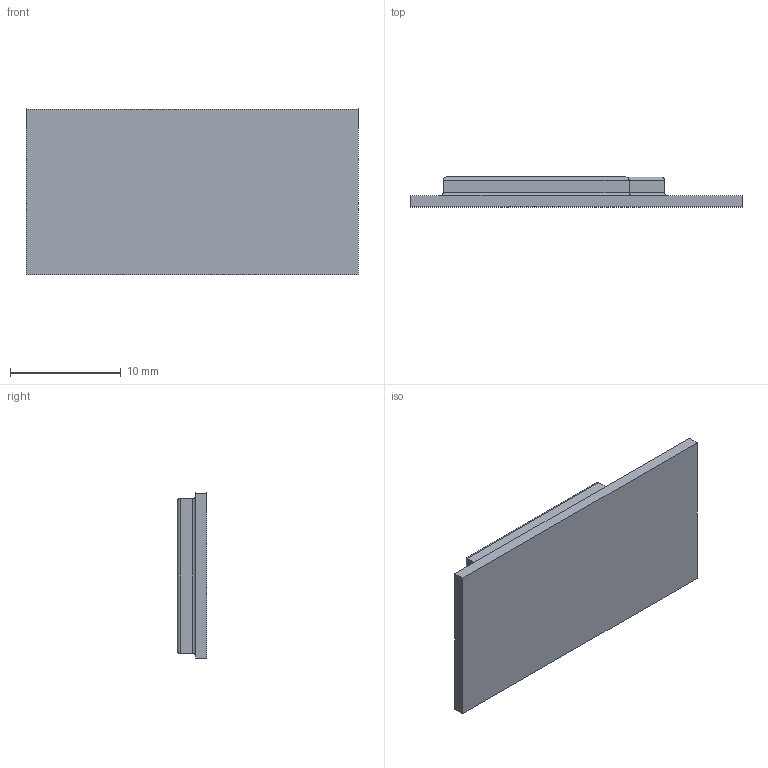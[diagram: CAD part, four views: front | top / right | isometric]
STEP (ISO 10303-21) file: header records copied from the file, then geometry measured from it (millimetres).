
FILE_DESCRIPTION (( 'STEP AP214' ), '1' );
FILE_NAME ('WG209.STEP', '2018-12-08T15:52:09', ( '' ), ( '' ), 'SwSTEP 2.0', 'SolidWorks 2016', '' );
FILE_SCHEMA (( 'AUTOMOTIVE_DESIGN' ));
Length unit declared in the file: millimetre
Products named in the file (1): WG209
Bounding box: 30 x 2.7 x 15 mm (x, y, z)
Volume: 901.5 mm3; surface area: 1088.1 mm2
Topology: 1 solids, 1 shells, 25 faces, 54 edges, 32 vertices
Faces by surface type: plane 13, cylinder 12
Entity records: 961 total; most frequent: CARTESIAN_POINT 148, ORIENTED_EDGE 108, DIRECTION 94, EDGE_CURVE 54, LINE 42, VECTOR 42, VERTEX_POINT 32, UNCERTAINTY_MEASURE_WITH_UNIT 28
